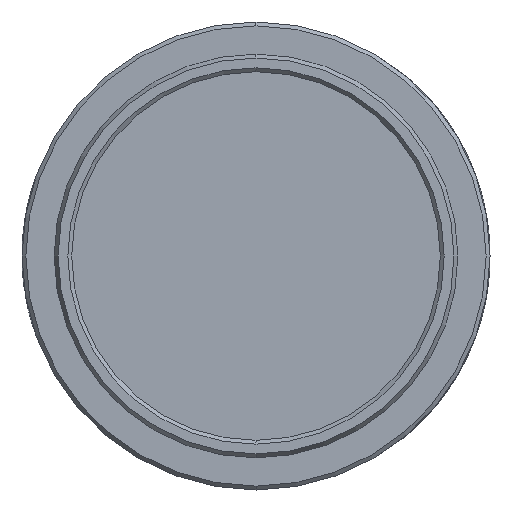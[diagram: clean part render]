
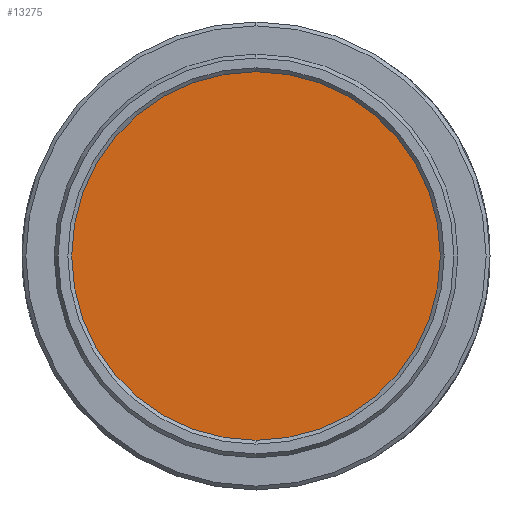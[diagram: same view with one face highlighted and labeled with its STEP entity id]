
A CAD part, left-side view. The second image highlights one B-rep face of the part: STEP entity #13275.
In plain terms, the highlighted planar face has unit normal (-1, 0, 0).
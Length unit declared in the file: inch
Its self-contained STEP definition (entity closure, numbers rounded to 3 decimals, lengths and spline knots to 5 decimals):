
#535 = CARTESIAN_POINT ( 'NONE',  ( -0.075, 0., 0. ) ) ;
#884 = FACE_OUTER_BOUND ( 'NONE', #10928, .T. ) ;
#1171 = DIRECTION ( 'NONE',  ( 0., 0.073, -0.997 ) ) ;
#1200 = ORIENTED_EDGE ( 'NONE', *, *, #9273, .F. ) ;
#1638 = EDGE_CURVE ( 'NONE', #10912, #6492, #11608, .T. ) ;
#1721 = DIRECTION ( 'NONE',  ( 0., 0.073, -0.997 ) ) ;
#1875 = AXIS2_PLACEMENT_3D ( 'NONE', #15503, #8338, #1171 ) ;
#5257 = ORIENTED_EDGE ( 'NONE', *, *, #1638, .F. ) ;
#6492 = VERTEX_POINT ( 'NONE', #8823 ) ;
#6887 = DIRECTION ( 'NONE',  ( 1., 0., 0. ) ) ;
#8338 = DIRECTION ( 'NONE',  ( 1., 0., 0. ) ) ;
#8705 = CIRCLE ( 'NONE', #13321, 0.49722 ) ;
#8823 = CARTESIAN_POINT ( 'NONE',  ( -0.075, -0.03643, 0.49588 ) ) ;
#8896 = DIRECTION ( 'NONE',  ( 1., 0., 0. ) ) ;
#9258 = CARTESIAN_POINT ( 'NONE',  ( -0.075, 0., 0. ) ) ;
#9273 = EDGE_CURVE ( 'NONE', #6492, #10912, #8705, .T. ) ;
#9519 = AXIS2_PLACEMENT_3D ( 'NONE', #9258, #6887, #15262 ) ;
#10912 = VERTEX_POINT ( 'NONE', #14899 ) ;
#10928 = EDGE_LOOP ( 'NONE', ( #5257, #1200 ) ) ;
#11608 = CIRCLE ( 'NONE', #1875, 0.49722 ) ;
#13275 = ADVANCED_FACE ( 'NONE', ( #884 ), #14051, .F. ) ;
#13321 = AXIS2_PLACEMENT_3D ( 'NONE', #535, #8896, #1721 ) ;
#14051 = PLANE ( 'NONE',  #9519 ) ;
#14899 = CARTESIAN_POINT ( 'NONE',  ( -0.075, 0.03643, -0.49588 ) ) ;
#15262 = DIRECTION ( 'NONE',  ( 0., 0.073, -0.997 ) ) ;
#15503 = CARTESIAN_POINT ( 'NONE',  ( -0.075, 0., 0. ) ) ;
